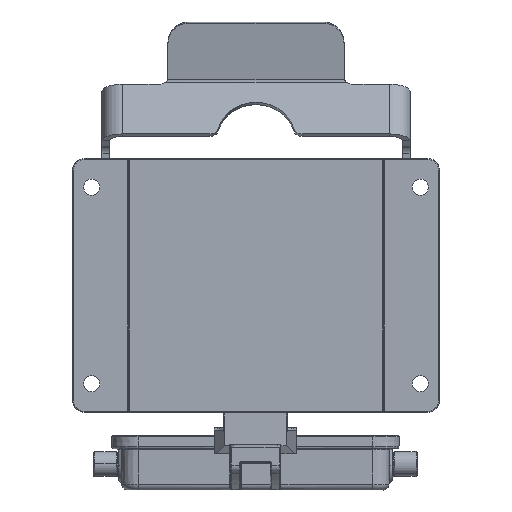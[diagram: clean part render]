
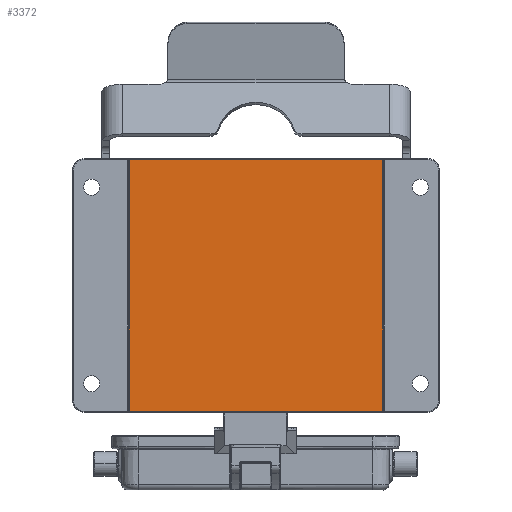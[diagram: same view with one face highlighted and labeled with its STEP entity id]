
A CAD part, front view. The second image highlights one B-rep face of the part: STEP entity #3372.
In plain terms, the highlighted planar face has unit normal (0, -1, 0).
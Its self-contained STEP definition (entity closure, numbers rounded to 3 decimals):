
#2245=FACE_OUTER_BOUND('',#5058,.T.);
#3372=ADVANCED_FACE('',(#2245),#4116,.T.);
#4116=PLANE('',#20070);
#5058=EDGE_LOOP('',(#9365,#9366,#9367,#9368));
#9365=ORIENTED_EDGE('',*,*,#15331,.T.);
#9366=ORIENTED_EDGE('',*,*,#15332,.T.);
#9367=ORIENTED_EDGE('',*,*,#15182,.T.);
#9368=ORIENTED_EDGE('',*,*,#15330,.T.);
#12955=VERTEX_POINT('',#33770);
#12956=VERTEX_POINT('',#33777);
#13024=VERTEX_POINT('',#34361);
#13025=VERTEX_POINT('',#34365);
#15182=EDGE_CURVE('',#12956,#12955,#17223,.T.);
#15330=EDGE_CURVE('',#12955,#13024,#17272,.T.);
#15331=EDGE_CURVE('',#13024,#13025,#17273,.T.);
#15332=EDGE_CURVE('',#13025,#12956,#17274,.T.);
#17223=LINE('',#33776,#18443);
#17272=LINE('',#34362,#18492);
#17273=LINE('',#34364,#18493);
#17274=LINE('',#34366,#18494);
#18443=VECTOR('',#23312,1.);
#18492=VECTOR('',#23587,1.);
#18493=VECTOR('',#23590,1.);
#18494=VECTOR('',#23591,1.);
#20070=AXIS2_PLACEMENT_3D('',#34367,#23592,#23593);
#23312=DIRECTION('',(-1.,0.,0.));
#23587=DIRECTION('',(0.,0.,-1.));
#23590=DIRECTION('',(1.,0.,0.));
#23591=DIRECTION('',(0.,0.,1.));
#23592=DIRECTION('',(0.,-1.,0.));
#23593=DIRECTION('',(1.,0.,0.));
#33770=CARTESIAN_POINT('',(-43.2,-34.026,77.954));
#33776=CARTESIAN_POINT('',(43.2,-34.026,77.954));
#33777=CARTESIAN_POINT('',(43.2,-34.026,77.954));
#34361=CARTESIAN_POINT('',(-43.2,-34.026,-7.901));
#34362=CARTESIAN_POINT('',(-43.2,-34.026,77.954));
#34364=CARTESIAN_POINT('',(-43.2,-34.026,-7.901));
#34365=CARTESIAN_POINT('',(43.2,-34.026,-7.901));
#34366=CARTESIAN_POINT('',(43.2,-34.026,-7.901));
#34367=CARTESIAN_POINT('',(0.,-34.026,35.026));
